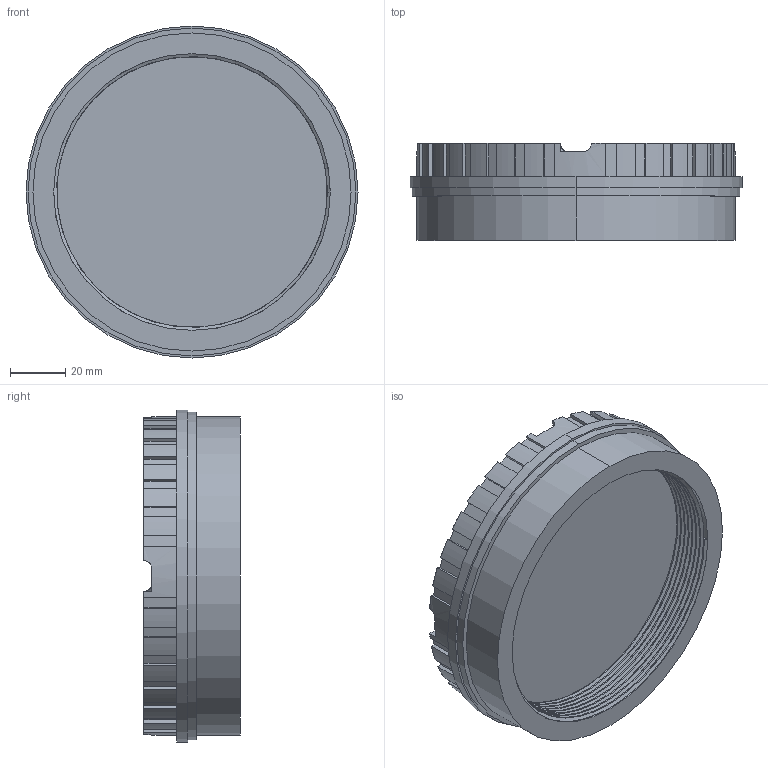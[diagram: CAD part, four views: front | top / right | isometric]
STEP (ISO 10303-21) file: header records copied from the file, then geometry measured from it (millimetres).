
FILE_DESCRIPTION (( 'STEP AP214' ), '1' );
FILE_NAME ('BodyCap-version2.STEP', '2021-07-15T10:25:54', ( '' ), ( '' ), 'SwSTEP 2.0', 'SolidWorks 2020', '' );
FILE_SCHEMA (( 'AUTOMOTIVE_DESIGN' ));
Length unit declared in the file: millimetre
Products named in the file (1): BodyCap-version2
Bounding box: 120 x 35 x 120 mm (x, y, z)
Volume: 209062.3 mm3; surface area: 44024.5 mm2
Topology: 1 solids, 1 shells, 196 faces, 568 edges, 378 vertices
Faces by surface type: plane 135, cylinder 56, bspline 3, torus 2
Entity records: 8328 total; most frequent: CARTESIAN_POINT 3313, ORIENTED_EDGE 1136, DIRECTION 945, EDGE_CURVE 568, VERTEX_POINT 378, AXIS2_PLACEMENT_3D 319, LINE 307, VECTOR 307
